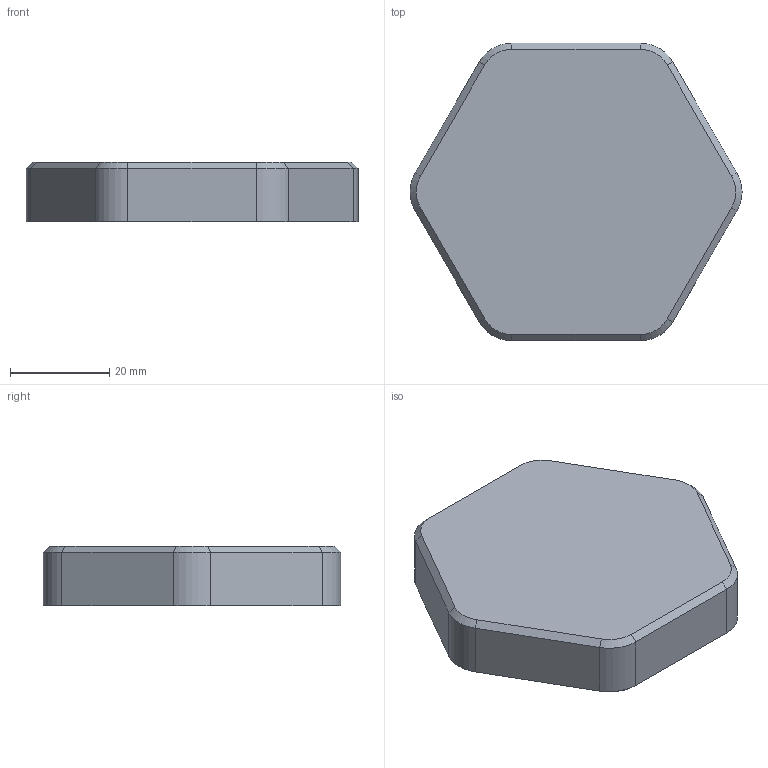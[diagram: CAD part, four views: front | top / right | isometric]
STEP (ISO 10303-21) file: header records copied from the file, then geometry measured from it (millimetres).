
FILE_DESCRIPTION(/* description */ (''),/* implementation_level */ '2;1');
FILE_NAME(/* name */ 'Cap.step',/* time_stamp */ '2023-09-06T13:24:10-04:00',/* author */ (''),/* organization */ (''),/* preprocessor_version */ 'ST-DEVELOPER v20',/* originating_system */ 'Autodesk Translation Framework v12.9.0.99',/* authorisation */ '');
FILE_SCHEMA (('AUTOMOTIVE_DESIGN { 1 0 10303 214 3 1 1 }'));
Length unit declared in the file: millimetre
Products named in the file (1): Cap
Bounding box: 66.96 x 60 x 12.03 mm (x, y, z)
Volume: 5195.7 mm3; surface area: 10432.6 mm2
Topology: 1 solids, 1 shells, 63 faces, 156 edges, 96 vertices
Faces by surface type: plane 33, cylinder 18, cone 12
Entity records: 1885 total; most frequent: DIRECTION 338, CARTESIAN_POINT 316, ORIENTED_EDGE 312, EDGE_CURVE 156, AXIS2_PLACEMENT_3D 118, LINE 102, VECTOR 102, VERTEX_POINT 96
